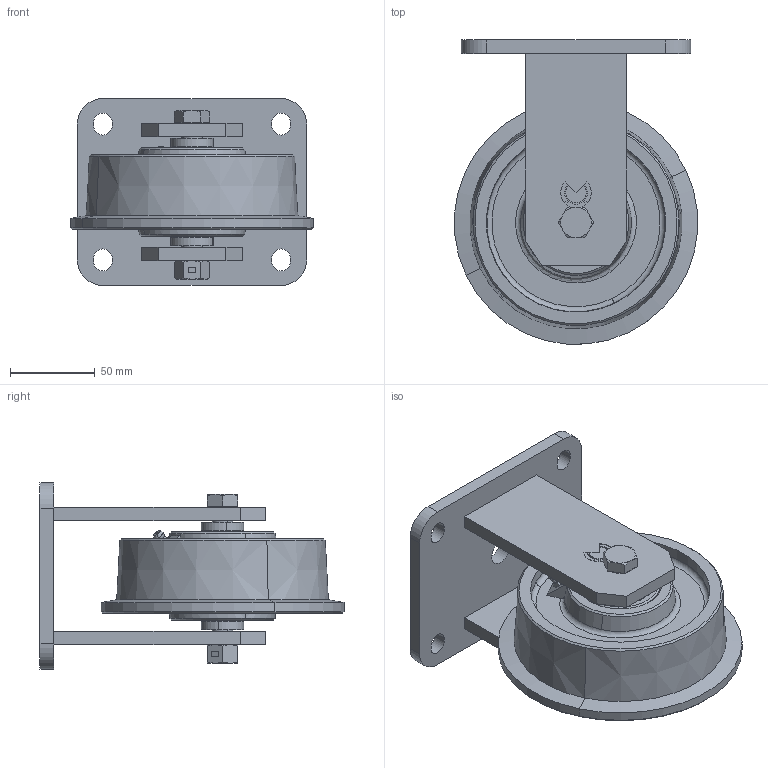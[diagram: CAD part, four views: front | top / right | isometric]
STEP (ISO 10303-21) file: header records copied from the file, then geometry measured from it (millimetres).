
FILE_DESCRIPTION (( 'STEP AP214' ), '1' );
FILE_NAME ('0015386_B-HB-SPG-125-K_(A-01).step', '2019-02-21T09:37:53', ( '' ), ( '' ), 'SwSTEP 2.0', 'SolidWorks 2018', '' );
FILE_SCHEMA (( 'AUTOMOTIVE_DESIGN' ));
Length unit declared in the file: millimetre
Products named in the file (1): 0015386_B-HB-SPG-125-K_(A-01)
Bounding box: 143.06 x 179.03 x 110 mm (x, y, z)
Volume: 654120.9 mm3; surface area: 174462.9 mm2
Topology: 20 solids, 20 shells, 366 faces, 821 edges, 511 vertices
Faces by surface type: plane 140, cylinder 111, cone 58, torus 51, sphere 4, bspline 2
Entity records: 15045 total; most frequent: CARTESIAN_POINT 2347, DIRECTION 1896, ORIENTED_EDGE 1634, EDGE_CURVE 817, AXIS2_PLACEMENT_3D 771, VERTEX_POINT 509, EDGE_LOOP 430, CIRCLE 406
